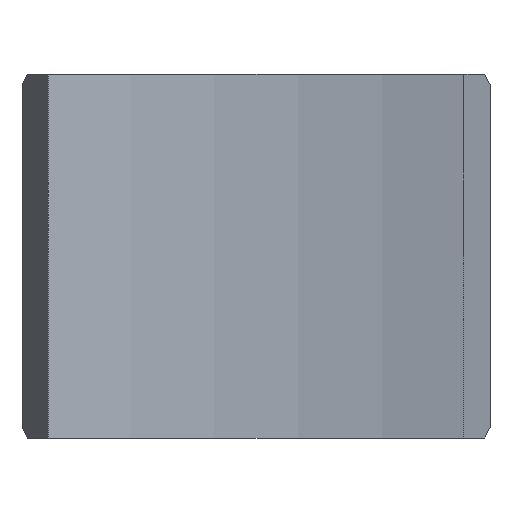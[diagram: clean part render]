
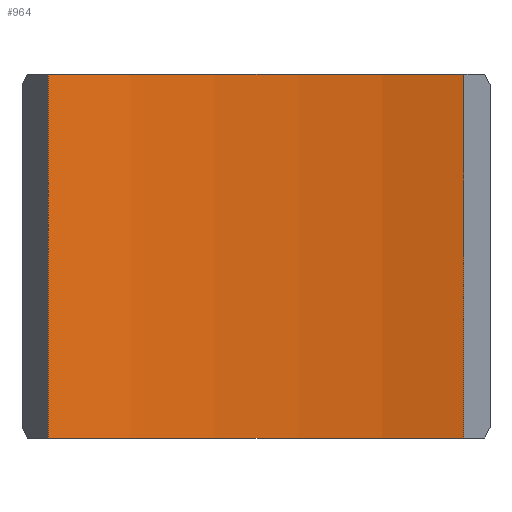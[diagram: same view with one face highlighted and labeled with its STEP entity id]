
A CAD part, front view. The second image highlights one B-rep face of the part: STEP entity #964.
In plain terms, the highlighted cylindrical face has radius 19.05 mm (diameter 38.1 mm), a partial arc.
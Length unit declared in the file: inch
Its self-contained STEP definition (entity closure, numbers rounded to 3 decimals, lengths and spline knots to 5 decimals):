
#1 = LINE ( 'NONE', #768, #250 ) ;
#27 = FACE_OUTER_BOUND ( 'NONE', #284, .T. ) ;
#80 = VERTEX_POINT ( 'NONE', #739 ) ;
#148 = CARTESIAN_POINT ( 'NONE',  ( 0., -0.90311, 0. ) ) ;
#198 = DIRECTION ( 'NONE',  ( 0., 0., -1. ) ) ;
#221 = AXIS2_PLACEMENT_3D ( 'NONE', #148, #921, #1102 ) ;
#229 = CARTESIAN_POINT ( 'NONE',  ( -0.19985, -0.18023, 0.35 ) ) ;
#250 = VECTOR ( 'NONE', #1036, 39.37008 ) ;
#269 = DIRECTION ( 'NONE',  ( -1., 0., 0. ) ) ;
#284 = EDGE_LOOP ( 'NONE', ( #552, #825, #450, #924 ) ) ;
#289 = VERTEX_POINT ( 'NONE', #1046 ) ;
#403 = VERTEX_POINT ( 'NONE', #715 ) ;
#416 = CARTESIAN_POINT ( 'NONE',  ( -0.19985, -0.18023, 0. ) ) ;
#450 = ORIENTED_EDGE ( 'NONE', *, *, #981, .F. ) ;
#520 = EDGE_CURVE ( 'NONE', #652, #80, #1020, .T. ) ;
#552 = ORIENTED_EDGE ( 'NONE', *, *, #520, .T. ) ;
#610 = AXIS2_PLACEMENT_3D ( 'NONE', #625, #198, #269 ) ;
#625 = CARTESIAN_POINT ( 'NONE',  ( 0., -0.90311, 0.35 ) ) ;
#634 = LINE ( 'NONE', #229, #848 ) ;
#640 = DIRECTION ( 'NONE',  ( 0., 0., -1. ) ) ;
#652 = VERTEX_POINT ( 'NONE', #416 ) ;
#653 = DIRECTION ( 'NONE',  ( 0., 0., -1. ) ) ;
#667 = CIRCLE ( 'NONE', #812, 0.75 ) ;
#715 = CARTESIAN_POINT ( 'NONE',  ( 0.19985, -0.18023, 0.35 ) ) ;
#739 = CARTESIAN_POINT ( 'NONE',  ( 0.19985, -0.18023, 0. ) ) ;
#768 = CARTESIAN_POINT ( 'NONE',  ( 0.19985, -0.18023, 0.35 ) ) ;
#812 = AXIS2_PLACEMENT_3D ( 'NONE', #1082, #653, #1100 ) ;
#825 = ORIENTED_EDGE ( 'NONE', *, *, #830, .F. ) ;
#830 = EDGE_CURVE ( 'NONE', #403, #80, #1, .T. ) ;
#848 = VECTOR ( 'NONE', #640, 39.37008 ) ;
#921 = DIRECTION ( 'NONE',  ( 0., 0., -1. ) ) ;
#924 = ORIENTED_EDGE ( 'NONE', *, *, #1080, .T. ) ;
#964 = ADVANCED_FACE ( 'NONE', ( #27 ), #1069, .F. ) ;
#981 = EDGE_CURVE ( 'NONE', #289, #403, #667, .T. ) ;
#1020 = CIRCLE ( 'NONE', #221, 0.75 ) ;
#1036 = DIRECTION ( 'NONE',  ( 0., 0., -1. ) ) ;
#1046 = CARTESIAN_POINT ( 'NONE',  ( -0.19985, -0.18023, 0.35 ) ) ;
#1069 = CYLINDRICAL_SURFACE ( 'NONE', #610, 0.75 ) ;
#1080 = EDGE_CURVE ( 'NONE', #289, #652, #634, .T. ) ;
#1082 = CARTESIAN_POINT ( 'NONE',  ( 0., -0.90311, 0.35 ) ) ;
#1100 = DIRECTION ( 'NONE',  ( 1., 0., 0. ) ) ;
#1102 = DIRECTION ( 'NONE',  ( 1., 0., 0. ) ) ;
